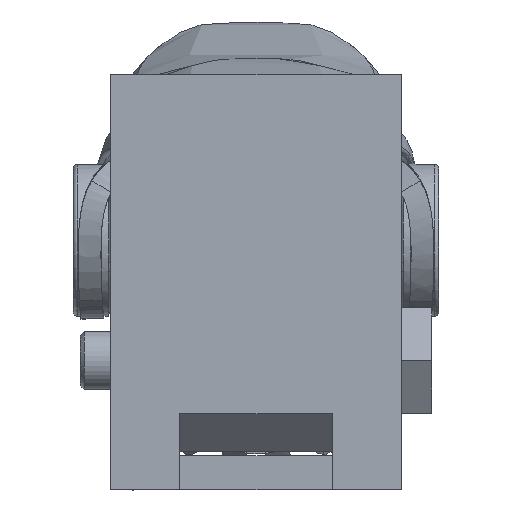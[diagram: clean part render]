
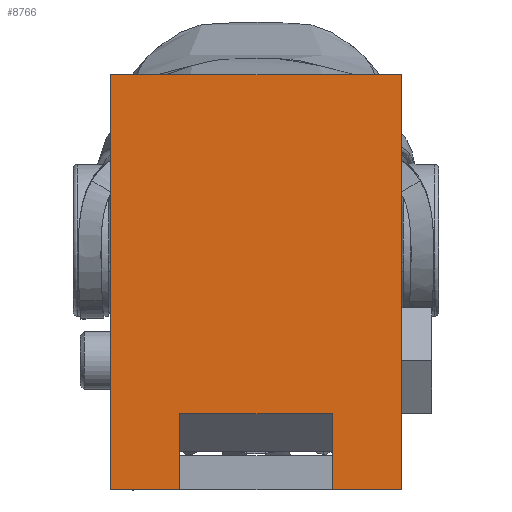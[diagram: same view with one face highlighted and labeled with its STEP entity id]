
A CAD part, left-side view. The second image highlights one B-rep face of the part: STEP entity #8766.
In plain terms, the highlighted face is planar.
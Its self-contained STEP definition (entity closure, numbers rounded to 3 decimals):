
#1751=FACE_OUTER_BOUND('',#2284,.T.);
#2284=EDGE_LOOP('',(#5941,#5942,#5943,#5944,#5945,#5946,#5947,#5948));
#2808=LINE('',#11027,#3084);
#2811=LINE('',#11033,#3087);
#2815=LINE('',#11040,#3091);
#2863=LINE('',#11152,#3139);
#2883=LINE('',#11201,#3159);
#2885=LINE('',#11203,#3161);
#2886=LINE('',#11206,#3162);
#2888=LINE('',#11209,#3164);
#3084=VECTOR('',#9832,10.);
#3087=VECTOR('',#9837,10.);
#3091=VECTOR('',#9843,10.);
#3139=VECTOR('',#9929,10.);
#3159=VECTOR('',#9983,10.);
#3161=VECTOR('',#9985,10.);
#3162=VECTOR('',#9988,10.);
#3164=VECTOR('',#9992,10.);
#3360=VERTEX_POINT('',#11024);
#3361=VERTEX_POINT('',#11026);
#3363=VERTEX_POINT('',#11032);
#3365=VERTEX_POINT('',#11038);
#3409=VERTEX_POINT('',#11149);
#3410=VERTEX_POINT('',#11151);
#3422=VERTEX_POINT('',#11200);
#3423=VERTEX_POINT('',#11205);
#4304=EDGE_CURVE('',#3361,#3360,#2808,.T.);
#4307=EDGE_CURVE('',#3363,#3361,#2811,.T.);
#4311=EDGE_CURVE('',#3360,#3365,#2815,.T.);
#4366=EDGE_CURVE('',#3410,#3409,#2863,.T.);
#4391=EDGE_CURVE('',#3422,#3363,#2883,.F.);
#4393=EDGE_CURVE('',#3365,#3410,#2885,.F.);
#4394=EDGE_CURVE('',#3422,#3423,#2886,.F.);
#4396=EDGE_CURVE('',#3423,#3409,#2888,.F.);
#5941=ORIENTED_EDGE('',*,*,#4311,.T.);
#5942=ORIENTED_EDGE('',*,*,#4393,.T.);
#5943=ORIENTED_EDGE('',*,*,#4366,.T.);
#5944=ORIENTED_EDGE('',*,*,#4396,.F.);
#5945=ORIENTED_EDGE('',*,*,#4394,.F.);
#5946=ORIENTED_EDGE('',*,*,#4391,.T.);
#5947=ORIENTED_EDGE('',*,*,#4307,.T.);
#5948=ORIENTED_EDGE('',*,*,#4304,.T.);
#8659=PLANE('',#9413);
#8766=ADVANCED_FACE('',(#1751),#8659,.T.);
#9413=AXIS2_PLACEMENT_3D('',#11224,#10010,#10011);
#9832=DIRECTION('',(1.,0.,0.));
#9837=DIRECTION('',(0.,-1.,0.));
#9843=DIRECTION('',(0.,1.,0.));
#9929=DIRECTION('',(0.,-1.,0.));
#9983=DIRECTION('',(-1.,0.,0.));
#9985=DIRECTION('',(-1.,0.,0.));
#9988=DIRECTION('',(0.,1.,0.));
#9992=DIRECTION('',(-1.,0.,0.));
#10010=DIRECTION('center_axis',(0.,0.,-1.));
#10011=DIRECTION('ref_axis',(-1.,0.,0.));
#11024=CARTESIAN_POINT('',(5.,3.5,-32.616));
#11026=CARTESIAN_POINT('',(-5.,3.5,-32.616));
#11027=CARTESIAN_POINT('',(-2.5,3.5,-32.616));
#11032=CARTESIAN_POINT('',(-5.,8.5,-32.616));
#11033=CARTESIAN_POINT('',(-5.,4.25,-32.616));
#11038=CARTESIAN_POINT('',(5.,8.5,-32.616));
#11040=CARTESIAN_POINT('',(5.,1.75,-32.616));
#11149=CARTESIAN_POINT('',(9.534,-18.8,-32.616));
#11151=CARTESIAN_POINT('',(9.534,8.5,-32.616));
#11152=CARTESIAN_POINT('',(9.534,0.,-32.616));
#11200=CARTESIAN_POINT('',(-9.534,8.5,-32.616));
#11201=CARTESIAN_POINT('',(4.017,8.5,-32.616));
#11203=CARTESIAN_POINT('',(4.017,8.5,-32.616));
#11205=CARTESIAN_POINT('',(-9.534,-18.8,-32.616));
#11206=CARTESIAN_POINT('',(-9.534,0.,-32.616));
#11209=CARTESIAN_POINT('',(0.,-18.8,-32.616));
#11224=CARTESIAN_POINT('Origin',(0.,0.,-32.616));
